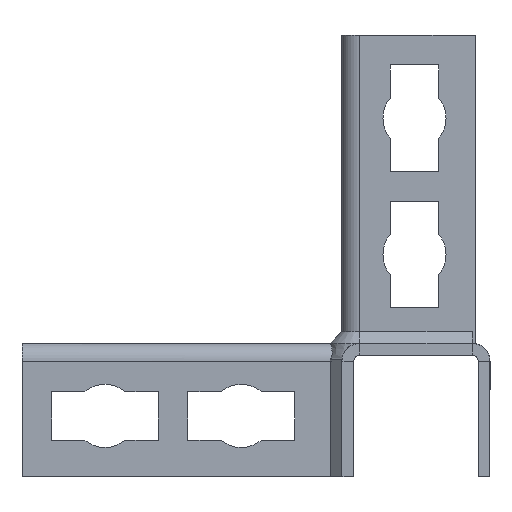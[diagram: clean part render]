
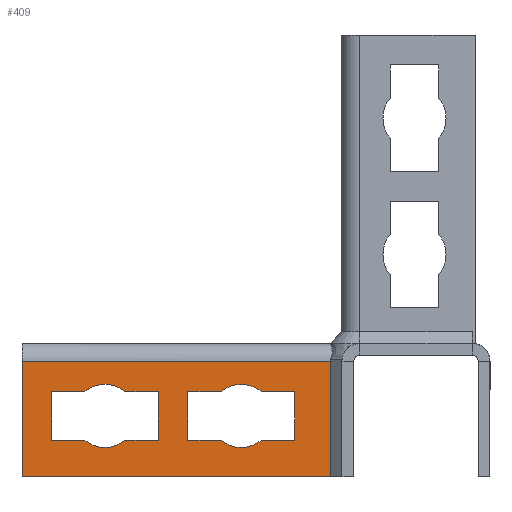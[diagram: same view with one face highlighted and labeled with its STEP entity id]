
A CAD part, left-side view. The second image highlights one B-rep face of the part: STEP entity #409.
In plain terms, the highlighted planar face has unit normal (-1, 0, 0).
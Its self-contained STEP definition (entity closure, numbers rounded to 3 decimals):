
#234=CARTESIAN_POINT('',(-9.458,103.,49.406));
#235=DIRECTION('',(1.0,0.0,0.0));
#236=DIRECTION('',(0.0,-1.0,0.0));
#237=AXIS2_PLACEMENT_3D('',#234,#235,#236);
#238=PLANE('',#237);
#239=CARTESIAN_POINT('',(-9.458,53.,-14.5));
#240=VERTEX_POINT('',#239);
#241=CARTESIAN_POINT('',(-9.458,53.,24.5));
#242=VERTEX_POINT('',#241);
#243=CARTESIAN_POINT('',(-9.458,53.,-14.5));
#244=DIRECTION('',(0.0,0.0,1.0));
#245=VECTOR('',#244,39.);
#246=LINE('',#243,#245);
#247=EDGE_CURVE('',#240,#242,#246,.T.);
#248=ORIENTED_EDGE('',*,*,#247,.T.);
#249=CARTESIAN_POINT('',(-9.458,157.,24.5));
#250=VERTEX_POINT('',#249);
#251=CARTESIAN_POINT('',(-9.458,53.,24.5));
#252=DIRECTION('',(0.0,1.0,0.0));
#253=VECTOR('',#252,104.);
#254=LINE('',#251,#253);
#255=EDGE_CURVE('',#242,#250,#254,.T.);
#256=ORIENTED_EDGE('',*,*,#255,.T.);
#257=CARTESIAN_POINT('',(-9.458,157.,-14.5));
#258=VERTEX_POINT('',#257);
#259=CARTESIAN_POINT('',(-9.458,157.,-14.5));
#260=DIRECTION('',(0.0,0.0,1.0));
#261=VECTOR('',#260,39.);
#262=LINE('',#259,#261);
#263=EDGE_CURVE('',#258,#250,#262,.T.);
#264=ORIENTED_EDGE('',*,*,#263,.F.);
#265=CARTESIAN_POINT('',(-9.458,53.,-14.5));
#266=DIRECTION('',(0.0,1.0,0.0));
#267=VECTOR('',#266,104.0);
#268=LINE('',#265,#267);
#269=EDGE_CURVE('',#240,#258,#268,.T.);
#270=ORIENTED_EDGE('',*,*,#269,.F.);
#271=EDGE_LOOP('',(#248,#256,#264,#270));
#272=FACE_OUTER_BOUND('',#271,.T.);
#273=CARTESIAN_POINT('',(-9.458,122.265,14.25));
#274=VERTEX_POINT('',#273);
#275=CARTESIAN_POINT('',(-9.458,111.,14.25));
#276=VERTEX_POINT('',#275);
#277=CARTESIAN_POINT('',(-9.458,122.265,14.25));
#278=DIRECTION('',(0.0,-1.0,0.0));
#279=VECTOR('',#278,11.265);
#280=LINE('',#277,#279);
#281=EDGE_CURVE('',#274,#276,#280,.T.);
#282=ORIENTED_EDGE('',*,*,#281,.T.);
#283=CARTESIAN_POINT('',(-9.458,111.,-2.25));
#284=VERTEX_POINT('',#283);
#285=CARTESIAN_POINT('',(-9.458,111.,14.25));
#286=DIRECTION('',(0.0,0.0,-1.0));
#287=VECTOR('',#286,16.5);
#288=LINE('',#285,#287);
#289=EDGE_CURVE('',#276,#284,#288,.T.);
#290=ORIENTED_EDGE('',*,*,#289,.T.);
#291=CARTESIAN_POINT('',(-9.458,122.265,-2.25));
#292=VERTEX_POINT('',#291);
#293=CARTESIAN_POINT('',(-9.458,111.,-2.25));
#294=DIRECTION('',(0.0,1.0,0.0));
#295=VECTOR('',#294,11.265);
#296=LINE('',#293,#295);
#297=EDGE_CURVE('',#284,#292,#296,.T.);
#298=ORIENTED_EDGE('',*,*,#297,.T.);
#299=CARTESIAN_POINT('',(-9.458,135.735,-2.25));
#300=VERTEX_POINT('',#299);
#301=CARTESIAN_POINT('',(-9.458,129.,6.));
#302=DIRECTION('',(1.0,0.,0.));
#303=DIRECTION('',(0.,-0.632,0.775));
#304=AXIS2_PLACEMENT_3D('',#301,#302,#303);
#305=CIRCLE('',#304,10.65);
#306=EDGE_CURVE('',#292,#300,#305,.T.);
#307=ORIENTED_EDGE('',*,*,#306,.T.);
#308=CARTESIAN_POINT('',(-9.458,147.,-2.25));
#309=VERTEX_POINT('',#308);
#310=CARTESIAN_POINT('',(-9.458,135.735,-2.25));
#311=DIRECTION('',(0.0,1.0,0.0));
#312=VECTOR('',#311,11.265);
#313=LINE('',#310,#312);
#314=EDGE_CURVE('',#300,#309,#313,.T.);
#315=ORIENTED_EDGE('',*,*,#314,.T.);
#316=CARTESIAN_POINT('',(-9.458,147.,14.25));
#317=VERTEX_POINT('',#316);
#318=CARTESIAN_POINT('',(-9.458,147.,-2.25));
#319=DIRECTION('',(0.0,0.0,1.0));
#320=VECTOR('',#319,16.5);
#321=LINE('',#318,#320);
#322=EDGE_CURVE('',#309,#317,#321,.T.);
#323=ORIENTED_EDGE('',*,*,#322,.T.);
#324=CARTESIAN_POINT('',(-9.458,135.735,14.25));
#325=VERTEX_POINT('',#324);
#326=CARTESIAN_POINT('',(-9.458,147.,14.25));
#327=DIRECTION('',(0.0,-1.0,0.0));
#328=VECTOR('',#327,11.265);
#329=LINE('',#326,#328);
#330=EDGE_CURVE('',#317,#325,#329,.T.);
#331=ORIENTED_EDGE('',*,*,#330,.T.);
#332=CARTESIAN_POINT('',(-9.458,129.,6.));
#333=DIRECTION('',(1.0,0.,0.));
#334=DIRECTION('',(0.,0.632,-0.775));
#335=AXIS2_PLACEMENT_3D('',#332,#333,#334);
#336=CIRCLE('',#335,10.65);
#337=EDGE_CURVE('',#325,#274,#336,.T.);
#338=ORIENTED_EDGE('',*,*,#337,.T.);
#339=EDGE_LOOP('',(#282,#290,#298,#307,#315,#323,#331,#338));
#340=FACE_BOUND('',#339,.T.);
#341=CARTESIAN_POINT('',(-9.458,76.265,14.25));
#342=VERTEX_POINT('',#341);
#343=CARTESIAN_POINT('',(-9.458,65.,14.25));
#344=VERTEX_POINT('',#343);
#345=CARTESIAN_POINT('',(-9.458,76.265,14.25));
#346=DIRECTION('',(0.0,-1.0,0.0));
#347=VECTOR('',#346,11.265);
#348=LINE('',#345,#347);
#349=EDGE_CURVE('',#342,#344,#348,.T.);
#350=ORIENTED_EDGE('',*,*,#349,.T.);
#351=CARTESIAN_POINT('',(-9.458,65.,-2.25));
#352=VERTEX_POINT('',#351);
#353=CARTESIAN_POINT('',(-9.458,65.,14.25));
#354=DIRECTION('',(0.0,0.0,-1.0));
#355=VECTOR('',#354,16.5);
#356=LINE('',#353,#355);
#357=EDGE_CURVE('',#344,#352,#356,.T.);
#358=ORIENTED_EDGE('',*,*,#357,.T.);
#359=CARTESIAN_POINT('',(-9.458,76.265,-2.25));
#360=VERTEX_POINT('',#359);
#361=CARTESIAN_POINT('',(-9.458,65.,-2.25));
#362=DIRECTION('',(0.0,1.0,0.0));
#363=VECTOR('',#362,11.265);
#364=LINE('',#361,#363);
#365=EDGE_CURVE('',#352,#360,#364,.T.);
#366=ORIENTED_EDGE('',*,*,#365,.T.);
#367=CARTESIAN_POINT('',(-9.458,89.735,-2.25));
#368=VERTEX_POINT('',#367);
#369=CARTESIAN_POINT('',(-9.458,83.,6.));
#370=DIRECTION('',(1.0,0.,0.));
#371=DIRECTION('',(0.,-0.632,0.775));
#372=AXIS2_PLACEMENT_3D('',#369,#370,#371);
#373=CIRCLE('',#372,10.65);
#374=EDGE_CURVE('',#360,#368,#373,.T.);
#375=ORIENTED_EDGE('',*,*,#374,.T.);
#376=CARTESIAN_POINT('',(-9.458,101.,-2.25));
#377=VERTEX_POINT('',#376);
#378=CARTESIAN_POINT('',(-9.458,89.735,-2.25));
#379=DIRECTION('',(0.0,1.0,0.0));
#380=VECTOR('',#379,11.265);
#381=LINE('',#378,#380);
#382=EDGE_CURVE('',#368,#377,#381,.T.);
#383=ORIENTED_EDGE('',*,*,#382,.T.);
#384=CARTESIAN_POINT('',(-9.458,101.,14.25));
#385=VERTEX_POINT('',#384);
#386=CARTESIAN_POINT('',(-9.458,101.,-2.25));
#387=DIRECTION('',(0.0,0.0,1.0));
#388=VECTOR('',#387,16.5);
#389=LINE('',#386,#388);
#390=EDGE_CURVE('',#377,#385,#389,.T.);
#391=ORIENTED_EDGE('',*,*,#390,.T.);
#392=CARTESIAN_POINT('',(-9.458,89.735,14.25));
#393=VERTEX_POINT('',#392);
#394=CARTESIAN_POINT('',(-9.458,101.,14.25));
#395=DIRECTION('',(0.0,-1.0,0.0));
#396=VECTOR('',#395,11.265);
#397=LINE('',#394,#396);
#398=EDGE_CURVE('',#385,#393,#397,.T.);
#399=ORIENTED_EDGE('',*,*,#398,.T.);
#400=CARTESIAN_POINT('',(-9.458,83.,6.));
#401=DIRECTION('',(1.0,0.,0.));
#402=DIRECTION('',(0.,0.632,-0.775));
#403=AXIS2_PLACEMENT_3D('',#400,#401,#402);
#404=CIRCLE('',#403,10.65);
#405=EDGE_CURVE('',#393,#342,#404,.T.);
#406=ORIENTED_EDGE('',*,*,#405,.T.);
#407=EDGE_LOOP('',(#350,#358,#366,#375,#383,#391,#399,#406));
#408=FACE_BOUND('',#407,.T.);
#409=ADVANCED_FACE('',(#272,#340,#408),#238,.F.);
